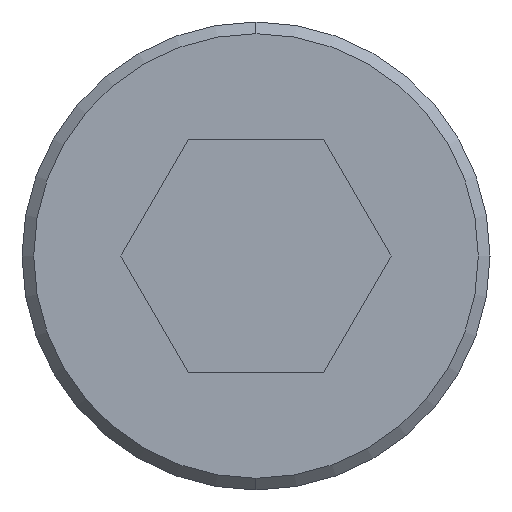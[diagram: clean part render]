
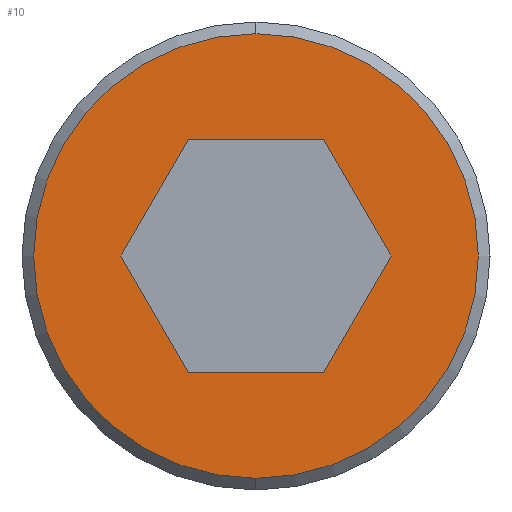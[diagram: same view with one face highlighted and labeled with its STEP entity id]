
A CAD part, left-side view. The second image highlights one B-rep face of the part: STEP entity #10.
In plain terms, the highlighted planar face has unit normal (-1, 0, 0).
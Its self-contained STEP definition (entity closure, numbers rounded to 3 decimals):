
#10 = ADVANCED_FACE ( 'NONE', ( #1073, #492 ), #1172, .F. ) ;
#65 = VECTOR ( 'NONE', #979, 1000. ) ;
#69 = LINE ( 'NONE', #403, #65 ) ;
#81 = VECTOR ( 'NONE', #939, 1000. ) ;
#95 = LINE ( 'NONE', #149, #81 ) ;
#117 = EDGE_CURVE ( 'NONE', #292, #164, #406, .T. ) ;
#135 = EDGE_CURVE ( 'NONE', #236, #176, #446, .T. ) ;
#144 = VERTEX_POINT ( 'NONE', #579 ) ;
#149 = CARTESIAN_POINT ( 'NONE',  ( -29.7, -1.732, 3. ) ) ;
#164 = VERTEX_POINT ( 'NONE', #430 ) ;
#176 = VERTEX_POINT ( 'NONE', #903 ) ;
#187 = CIRCLE ( 'NONE', #285, 5.7 ) ;
#193 = VERTEX_POINT ( 'NONE', #1044 ) ;
#207 = DIRECTION ( 'NONE',  ( 1., 0., 0. ) ) ;
#211 = CARTESIAN_POINT ( 'NONE',  ( -29.7, 0., 0. ) ) ;
#236 = VERTEX_POINT ( 'NONE', #1058 ) ;
#255 = CARTESIAN_POINT ( 'NONE',  ( -29.7, 1.732, 3. ) ) ;
#257 = DIRECTION ( 'NONE',  ( 1., 0., 0. ) ) ;
#259 = AXIS2_PLACEMENT_3D ( 'NONE', #211, #257, #404 ) ;
#285 = AXIS2_PLACEMENT_3D ( 'NONE', #537, #301, #636 ) ;
#292 = VERTEX_POINT ( 'NONE', #972 ) ;
#298 = ORIENTED_EDGE ( 'NONE', *, *, #620, .T. ) ;
#301 = DIRECTION ( 'NONE',  ( 1., 0., 0. ) ) ;
#391 = VECTOR ( 'NONE', #1154, 1000. ) ;
#403 = CARTESIAN_POINT ( 'NONE',  ( -29.7, -3.464, 0. ) ) ;
#404 = DIRECTION ( 'NONE',  ( 0., 0., 1. ) ) ;
#406 = LINE ( 'NONE', #501, #1040 ) ;
#411 = DIRECTION ( 'NONE',  ( 0., 1., 0. ) ) ;
#430 = CARTESIAN_POINT ( 'NONE',  ( -29.7, 1.732, -3. ) ) ;
#446 = LINE ( 'NONE', #778, #391 ) ;
#484 = EDGE_CURVE ( 'NONE', #193, #144, #187, .T. ) ;
#492 = FACE_BOUND ( 'NONE', #685, .T. ) ;
#501 = CARTESIAN_POINT ( 'NONE',  ( -29.7, -1.732, -3. ) ) ;
#516 = CARTESIAN_POINT ( 'NONE',  ( -29.7, -1.732, 3. ) ) ;
#520 = VECTOR ( 'NONE', #924, 1000. ) ;
#522 = ORIENTED_EDGE ( 'NONE', *, *, #1173, .T. ) ;
#523 = LINE ( 'NONE', #999, #520 ) ;
#537 = CARTESIAN_POINT ( 'NONE',  ( -29.7, 0., 0. ) ) ;
#564 = ORIENTED_EDGE ( 'NONE', *, *, #117, .T. ) ;
#571 = VERTEX_POINT ( 'NONE', #891 ) ;
#579 = CARTESIAN_POINT ( 'NONE',  ( -29.7, 0., -5.7 ) ) ;
#608 = AXIS2_PLACEMENT_3D ( 'NONE', #827, #207, #1038 ) ;
#620 = EDGE_CURVE ( 'NONE', #867, #571, #95, .T. ) ;
#630 = EDGE_CURVE ( 'NONE', #571, #292, #69, .T. ) ;
#636 = DIRECTION ( 'NONE',  ( 0., 0., 1. ) ) ;
#662 = ORIENTED_EDGE ( 'NONE', *, *, #945, .F. ) ;
#685 = EDGE_LOOP ( 'NONE', ( #913, #564, #522, #833, #927, #298 ) ) ;
#747 = EDGE_LOOP ( 'NONE', ( #1107, #662 ) ) ;
#778 = CARTESIAN_POINT ( 'NONE',  ( -29.7, 3.464, 0. ) ) ;
#827 = CARTESIAN_POINT ( 'NONE',  ( -29.7, 6., 0. ) ) ;
#833 = ORIENTED_EDGE ( 'NONE', *, *, #135, .T. ) ;
#839 = CIRCLE ( 'NONE', #259, 5.7 ) ;
#867 = VERTEX_POINT ( 'NONE', #516 ) ;
#887 = EDGE_CURVE ( 'NONE', #176, #867, #909, .T. ) ;
#891 = CARTESIAN_POINT ( 'NONE',  ( -29.7, -3.464, 0. ) ) ;
#903 = CARTESIAN_POINT ( 'NONE',  ( -29.7, 1.732, 3. ) ) ;
#908 = VECTOR ( 'NONE', #982, 1000. ) ;
#909 = LINE ( 'NONE', #255, #908 ) ;
#913 = ORIENTED_EDGE ( 'NONE', *, *, #630, .T. ) ;
#924 = DIRECTION ( 'NONE',  ( 0., 0.5, 0.866 ) ) ;
#927 = ORIENTED_EDGE ( 'NONE', *, *, #887, .T. ) ;
#939 = DIRECTION ( 'NONE',  ( 0., -0.5, -0.866 ) ) ;
#945 = EDGE_CURVE ( 'NONE', #144, #193, #839, .T. ) ;
#972 = CARTESIAN_POINT ( 'NONE',  ( -29.7, -1.732, -3. ) ) ;
#979 = DIRECTION ( 'NONE',  ( 0., 0.5, -0.866 ) ) ;
#982 = DIRECTION ( 'NONE',  ( 0., -1., 0. ) ) ;
#999 = CARTESIAN_POINT ( 'NONE',  ( -29.7, 1.732, -3. ) ) ;
#1038 = DIRECTION ( 'NONE',  ( 0., 0., 1. ) ) ;
#1040 = VECTOR ( 'NONE', #411, 1000. ) ;
#1044 = CARTESIAN_POINT ( 'NONE',  ( -29.7, 0., 5.7 ) ) ;
#1058 = CARTESIAN_POINT ( 'NONE',  ( -29.7, 3.464, 0. ) ) ;
#1073 = FACE_OUTER_BOUND ( 'NONE', #747, .T. ) ;
#1107 = ORIENTED_EDGE ( 'NONE', *, *, #484, .F. ) ;
#1154 = DIRECTION ( 'NONE',  ( 0., -0.5, 0.866 ) ) ;
#1172 = PLANE ( 'NONE',  #608 ) ;
#1173 = EDGE_CURVE ( 'NONE', #164, #236, #523, .T. ) ;
